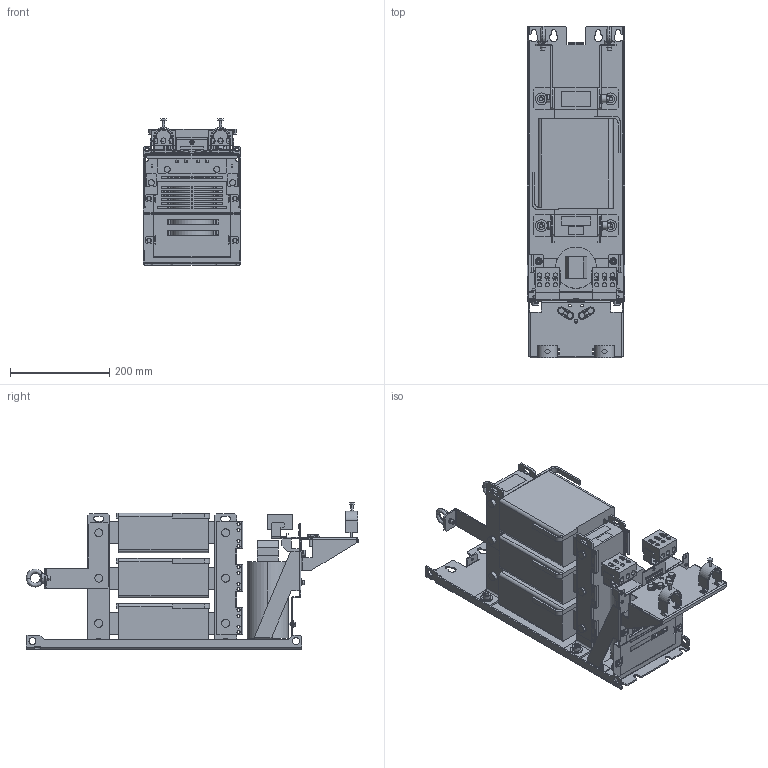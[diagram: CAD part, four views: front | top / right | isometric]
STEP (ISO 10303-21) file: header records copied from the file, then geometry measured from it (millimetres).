
FILE_DESCRIPTION((''),'2;1');
FILE_NAME('132H5067-V002-050422_OUT_','2023-04-11T11:32:18',('U388355'),('Danfoss Power Electronics'),'CREO PARAMETRIC BY PTC INC, 2020342','CREO PARAMETRIC BY PTC INC, 2020342','');
FILE_SCHEMA(('CONFIG_CONTROL_DESIGN','GEOMETRIC_VALIDATION_PROPERTIES_MIM'));
Products named in the file (1): 132H5067-V002-050422_OUT_
Bounding box: 197 x 668.3 x 294.5 mm (x, y, z)
Volume: 10160518.6 mm3; surface area: 1192871.3 mm2
Topology: 10 solids, 44 shells, 2416 faces, 6553 edges, 4333 vertices
Faces by surface type: plane 1438, cylinder 684, cone 131, extrusion 67, bspline 62, torus 34
Full cylindrical faces by diameter (mm): 13 x2
Entity records: 110862 total; most frequent: CARTESIAN_POINT 22399, ORIENTED_EDGE 13082, DIRECTION 12452, EDGE_CURVE 6541, VERTEX_POINT 4327, VECTOR 4304, FILL_AREA_STYLE_COLOUR 4278, FILL_AREA_STYLE 4278
